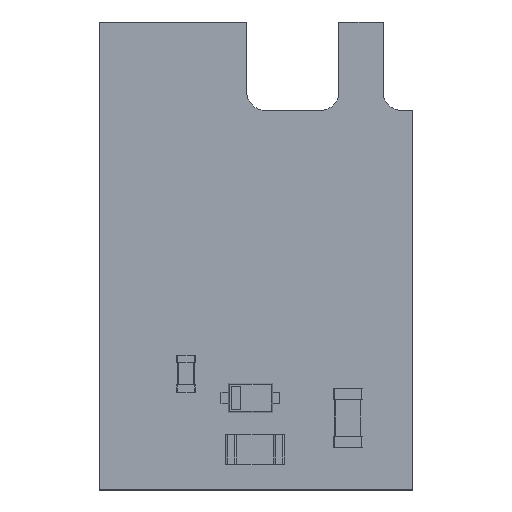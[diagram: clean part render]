
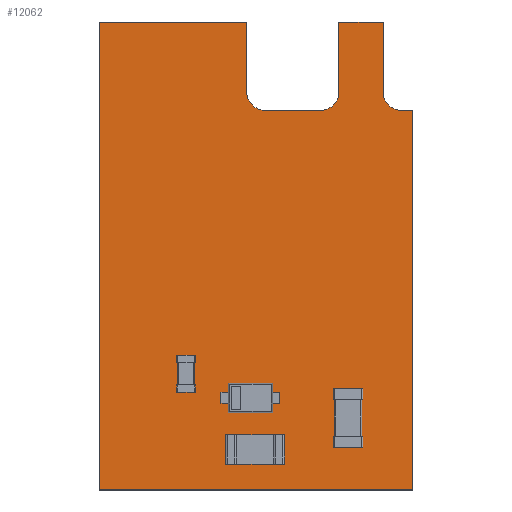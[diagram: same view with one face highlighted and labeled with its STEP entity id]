
A CAD part, top view. The second image highlights one B-rep face of the part: STEP entity #12062.
In plain terms, the highlighted planar face has unit normal (0, 0, 1).
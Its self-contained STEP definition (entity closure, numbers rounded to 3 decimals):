
#11639 = VERTEX_POINT('',#11640);
#11640 = CARTESIAN_POINT('',(104.,-101.9,0.91));
#11646 = EDGE_CURVE('',#11639,#11647,#11649,.T.);
#11647 = VERTEX_POINT('',#11648);
#11648 = CARTESIAN_POINT('',(104.5,-102.4,0.91));
#11649 = CIRCLE('',#11650,0.5);
#11650 = AXIS2_PLACEMENT_3D('',#11651,#11652,#11653);
#11651 = CARTESIAN_POINT('',(104.5,-101.9,0.91));
#11652 = DIRECTION('',(0.,0.,1.));
#11653 = DIRECTION('',(-1.,0.,0.));
#11679 = EDGE_CURVE('',#11647,#11680,#11682,.T.);
#11680 = VERTEX_POINT('',#11681);
#11681 = CARTESIAN_POINT('',(106.,-102.4,0.91));
#11682 = LINE('',#11683,#11684);
#11683 = CARTESIAN_POINT('',(104.5,-102.4,0.91));
#11684 = VECTOR('',#11685,1.);
#11685 = DIRECTION('',(1.,0.,0.));
#11710 = EDGE_CURVE('',#11680,#11711,#11713,.T.);
#11711 = VERTEX_POINT('',#11712);
#11712 = CARTESIAN_POINT('',(106.5,-101.9,0.91));
#11713 = CIRCLE('',#11714,0.5);
#11714 = AXIS2_PLACEMENT_3D('',#11715,#11716,#11717);
#11715 = CARTESIAN_POINT('',(106.,-101.9,0.91));
#11716 = DIRECTION('',(0.,0.,1.));
#11717 = DIRECTION('',(0.,-1.,0.));
#11743 = EDGE_CURVE('',#11711,#11744,#11746,.T.);
#11744 = VERTEX_POINT('',#11745);
#11745 = CARTESIAN_POINT('',(106.5,-100.,0.91));
#11746 = LINE('',#11747,#11748);
#11747 = CARTESIAN_POINT('',(106.5,-101.9,0.91));
#11748 = VECTOR('',#11749,1.);
#11749 = DIRECTION('',(0.,1.,0.));
#11774 = EDGE_CURVE('',#11744,#11775,#11777,.T.);
#11775 = VERTEX_POINT('',#11776);
#11776 = CARTESIAN_POINT('',(107.7,-100.,0.91));
#11777 = LINE('',#11778,#11779);
#11778 = CARTESIAN_POINT('',(106.5,-100.,0.91));
#11779 = VECTOR('',#11780,1.);
#11780 = DIRECTION('',(1.,0.,0.));
#11805 = EDGE_CURVE('',#11775,#11806,#11808,.T.);
#11806 = VERTEX_POINT('',#11807);
#11807 = CARTESIAN_POINT('',(107.7,-101.9,0.91));
#11808 = LINE('',#11809,#11810);
#11809 = CARTESIAN_POINT('',(107.7,-100.,0.91));
#11810 = VECTOR('',#11811,1.);
#11811 = DIRECTION('',(0.,-1.,0.));
#11836 = EDGE_CURVE('',#11806,#11837,#11839,.T.);
#11837 = VERTEX_POINT('',#11838);
#11838 = CARTESIAN_POINT('',(108.2,-102.4,0.91));
#11839 = CIRCLE('',#11840,0.5);
#11840 = AXIS2_PLACEMENT_3D('',#11841,#11842,#11843);
#11841 = CARTESIAN_POINT('',(108.2,-101.9,0.91));
#11842 = DIRECTION('',(0.,0.,1.));
#11843 = DIRECTION('',(-1.,0.,0.));
#11869 = EDGE_CURVE('',#11837,#11870,#11872,.T.);
#11870 = VERTEX_POINT('',#11871);
#11871 = CARTESIAN_POINT('',(108.5,-102.4,0.91));
#11872 = LINE('',#11873,#11874);
#11873 = CARTESIAN_POINT('',(108.2,-102.4,0.91));
#11874 = VECTOR('',#11875,1.);
#11875 = DIRECTION('',(1.,0.,0.));
#11900 = EDGE_CURVE('',#11870,#11901,#11903,.T.);
#11901 = VERTEX_POINT('',#11902);
#11902 = CARTESIAN_POINT('',(108.5,-112.7,0.91));
#11903 = LINE('',#11904,#11905);
#11904 = CARTESIAN_POINT('',(108.5,-102.4,0.91));
#11905 = VECTOR('',#11906,1.);
#11906 = DIRECTION('',(0.,-1.,0.));
#11931 = EDGE_CURVE('',#11901,#11932,#11934,.T.);
#11932 = VERTEX_POINT('',#11933);
#11933 = CARTESIAN_POINT('',(100.,-112.7,0.91));
#11934 = LINE('',#11935,#11936);
#11935 = CARTESIAN_POINT('',(108.5,-112.7,0.91));
#11936 = VECTOR('',#11937,1.);
#11937 = DIRECTION('',(-1.,0.,0.));
#11962 = EDGE_CURVE('',#11932,#11963,#11965,.T.);
#11963 = VERTEX_POINT('',#11964);
#11964 = CARTESIAN_POINT('',(100.,-100.,0.91));
#11965 = LINE('',#11966,#11967);
#11966 = CARTESIAN_POINT('',(100.,-112.7,0.91));
#11967 = VECTOR('',#11968,1.);
#11968 = DIRECTION('',(0.,1.,0.));
#11993 = EDGE_CURVE('',#11963,#11994,#11996,.T.);
#11994 = VERTEX_POINT('',#11995);
#11995 = CARTESIAN_POINT('',(104.,-100.,0.91));
#11996 = LINE('',#11997,#11998);
#11997 = CARTESIAN_POINT('',(100.,-100.,0.91));
#11998 = VECTOR('',#11999,1.);
#11999 = DIRECTION('',(1.,0.,0.));
#12024 = EDGE_CURVE('',#11994,#11639,#12025,.T.);
#12025 = LINE('',#12026,#12027);
#12026 = CARTESIAN_POINT('',(104.,-100.,0.91));
#12027 = VECTOR('',#12028,1.);
#12028 = DIRECTION('',(0.,-1.,0.));
#12062 = ADVANCED_FACE('',(#12063),#12078,.T.);
#12063 = FACE_BOUND('',#12064,.F.);
#12064 = EDGE_LOOP('',(#12065,#12066,#12067,#12068,#12069,#12070,#12071,
    #12072,#12073,#12074,#12075,#12076,#12077));
#12065 = ORIENTED_EDGE('',*,*,#11646,.T.);
#12066 = ORIENTED_EDGE('',*,*,#11679,.T.);
#12067 = ORIENTED_EDGE('',*,*,#11710,.T.);
#12068 = ORIENTED_EDGE('',*,*,#11743,.T.);
#12069 = ORIENTED_EDGE('',*,*,#11774,.T.);
#12070 = ORIENTED_EDGE('',*,*,#11805,.T.);
#12071 = ORIENTED_EDGE('',*,*,#11836,.T.);
#12072 = ORIENTED_EDGE('',*,*,#11869,.T.);
#12073 = ORIENTED_EDGE('',*,*,#11900,.T.);
#12074 = ORIENTED_EDGE('',*,*,#11931,.T.);
#12075 = ORIENTED_EDGE('',*,*,#11962,.T.);
#12076 = ORIENTED_EDGE('',*,*,#11993,.T.);
#12077 = ORIENTED_EDGE('',*,*,#12024,.T.);
#12078 = PLANE('',#12079);
#12079 = AXIS2_PLACEMENT_3D('',#12080,#12081,#12082);
#12080 = CARTESIAN_POINT('',(0.,0.,0.91));
#12081 = DIRECTION('',(0.,0.,1.));
#12082 = DIRECTION('',(1.,0.,-0.));
